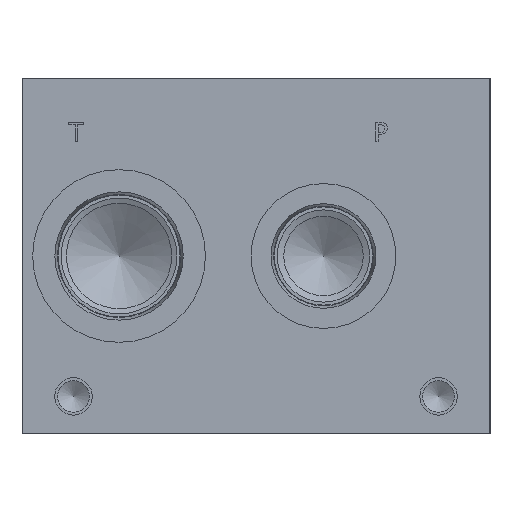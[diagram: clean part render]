
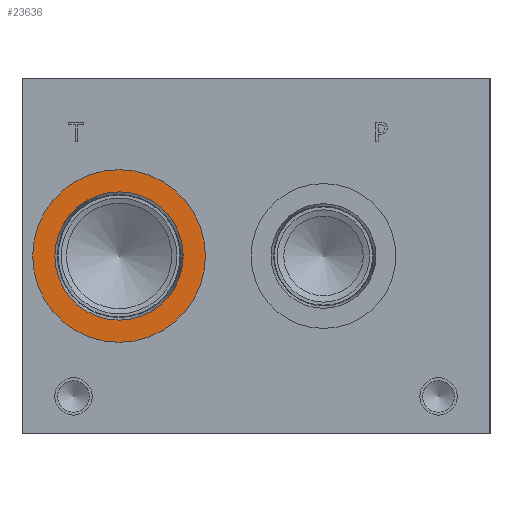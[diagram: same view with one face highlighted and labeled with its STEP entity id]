
A CAD part, left-side view. The second image highlights one B-rep face of the part: STEP entity #23636.
In plain terms, the highlighted planar face has unit normal (-1, 0, 0).
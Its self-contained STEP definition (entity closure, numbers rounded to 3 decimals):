
#1156=CIRCLE('',#25139,29.286);
#1157=CIRCLE('',#25140,29.286);
#1158=CIRCLE('',#25142,21.755);
#1159=CIRCLE('',#25143,21.755);
#2237=FACE_BOUND('',#4789,.T.);
#3376=FACE_OUTER_BOUND('',#4788,.T.);
#4788=EDGE_LOOP('',(#19943,#19944));
#4789=EDGE_LOOP('',(#19945,#19946));
#10832=VERTEX_POINT('',#40171);
#10833=VERTEX_POINT('',#40173);
#10834=VERTEX_POINT('',#40177);
#10835=VERTEX_POINT('',#40178);
#14025=EDGE_CURVE('',#10832,#10833,#1156,.T.);
#14026=EDGE_CURVE('',#10833,#10832,#1157,.T.);
#14027=EDGE_CURVE('',#10834,#10835,#1158,.T.);
#14028=EDGE_CURVE('',#10835,#10834,#1159,.T.);
#19943=ORIENTED_EDGE('',*,*,#14026,.F.);
#19944=ORIENTED_EDGE('',*,*,#14025,.F.);
#19945=ORIENTED_EDGE('',*,*,#14027,.T.);
#19946=ORIENTED_EDGE('',*,*,#14028,.T.);
#21896=PLANE('',#25141);
#23636=ADVANCED_FACE('',(#3376,#2237),#21896,.F.);
#25139=AXIS2_PLACEMENT_3D('',#40174,#30047,#30048);
#25140=AXIS2_PLACEMENT_3D('',#40175,#30049,#30050);
#25141=AXIS2_PLACEMENT_3D('',#40176,#30051,#30052);
#25142=AXIS2_PLACEMENT_3D('',#40179,#30053,#30054);
#25143=AXIS2_PLACEMENT_3D('',#40180,#30055,#30056);
#30047=DIRECTION('center_axis',(1.,0.,0.));
#30048=DIRECTION('ref_axis',(0.,0.,-1.));
#30049=DIRECTION('center_axis',(1.,0.,0.));
#30050=DIRECTION('ref_axis',(0.,0.,-1.));
#30051=DIRECTION('center_axis',(1.,0.,0.));
#30052=DIRECTION('ref_axis',(0.,0.,-1.));
#30053=DIRECTION('center_axis',(1.,0.,0.));
#30054=DIRECTION('ref_axis',(0.,0.,-1.));
#30055=DIRECTION('center_axis',(1.,0.,0.));
#30056=DIRECTION('ref_axis',(0.,0.,-1.));
#40171=CARTESIAN_POINT('',(0.787,125.832,31.039));
#40173=CARTESIAN_POINT('',(0.787,125.832,89.611));
#40174=CARTESIAN_POINT('Origin',(0.787,125.832,60.325));
#40175=CARTESIAN_POINT('Origin',(0.787,125.832,60.325));
#40176=CARTESIAN_POINT('Origin',(0.787,125.832,82.08));
#40177=CARTESIAN_POINT('',(0.787,125.832,82.08));
#40178=CARTESIAN_POINT('',(0.787,125.832,38.57));
#40179=CARTESIAN_POINT('Origin',(0.787,125.832,60.325));
#40180=CARTESIAN_POINT('Origin',(0.787,125.832,60.325));
